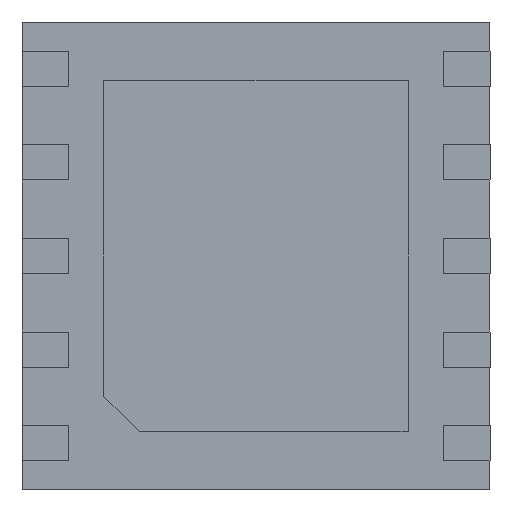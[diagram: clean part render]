
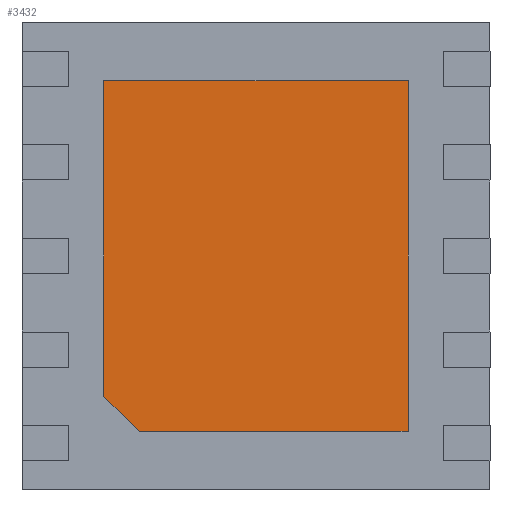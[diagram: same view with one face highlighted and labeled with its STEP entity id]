
A CAD part, front view. The second image highlights one B-rep face of the part: STEP entity #3432.
In plain terms, the highlighted planar face has unit normal (0, -1, 0).
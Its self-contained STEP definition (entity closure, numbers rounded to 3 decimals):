
#251=FACE_OUTER_BOUND('',#443,.T.);
#443=EDGE_LOOP('',(#2617,#2618,#2619,#2620,#2621));
#701=LINE('',#5414,#1094);
#707=LINE('',#5425,#1100);
#710=LINE('',#5433,#1103);
#712=LINE('',#5436,#1105);
#715=LINE('',#5440,#1108);
#1094=VECTOR('',#3980,10.);
#1100=VECTOR('',#3988,10.);
#1103=VECTOR('',#3993,10.);
#1105=VECTOR('',#3997,10.);
#1108=VECTOR('',#4002,10.);
#1475=VERTEX_POINT('',#5412);
#1476=VERTEX_POINT('',#5413);
#1480=VERTEX_POINT('',#5423);
#1483=VERTEX_POINT('',#5430);
#1484=VERTEX_POINT('',#5432);
#1873=EDGE_CURVE('',#1475,#1476,#701,.T.);
#1879=EDGE_CURVE('',#1475,#1480,#707,.T.);
#1882=EDGE_CURVE('',#1484,#1483,#710,.T.);
#1884=EDGE_CURVE('',#1483,#1476,#712,.T.);
#1887=EDGE_CURVE('',#1480,#1484,#715,.T.);
#2617=ORIENTED_EDGE('',*,*,#1873,.F.);
#2618=ORIENTED_EDGE('',*,*,#1879,.T.);
#2619=ORIENTED_EDGE('',*,*,#1887,.T.);
#2620=ORIENTED_EDGE('',*,*,#1882,.T.);
#2621=ORIENTED_EDGE('',*,*,#1884,.T.);
#3081=PLANE('',#3581);
#3432=ADVANCED_FACE('',(#251),#3081,.F.);
#3581=AXIS2_PLACEMENT_3D('',#5441,#4003,#4004);
#3980=DIRECTION('',(-0.707,0.,0.707));
#3988=DIRECTION('',(1.,0.,0.));
#3993=DIRECTION('',(-1.,0.,0.));
#3997=DIRECTION('',(0.,0.,-1.));
#4002=DIRECTION('',(0.,0.,1.));
#4003=DIRECTION('center_axis',(0.,1.,0.));
#4004=DIRECTION('ref_axis',(0.,0.,1.));
#5412=CARTESIAN_POINT('',(-1.,0.,-1.5));
#5413=CARTESIAN_POINT('',(-1.3,0.,-1.2));
#5414=CARTESIAN_POINT('',(-1.2,0.,-1.3));
#5423=CARTESIAN_POINT('',(1.3,0.,-1.5));
#5425=CARTESIAN_POINT('',(-1.3,0.,-1.5));
#5430=CARTESIAN_POINT('',(-1.3,0.,1.5));
#5432=CARTESIAN_POINT('',(1.3,0.,1.5));
#5433=CARTESIAN_POINT('',(1.3,0.,1.5));
#5436=CARTESIAN_POINT('',(-1.3,0.,1.5));
#5440=CARTESIAN_POINT('',(1.3,0.,-1.5));
#5441=CARTESIAN_POINT('Origin',(0.,0.,0.));
